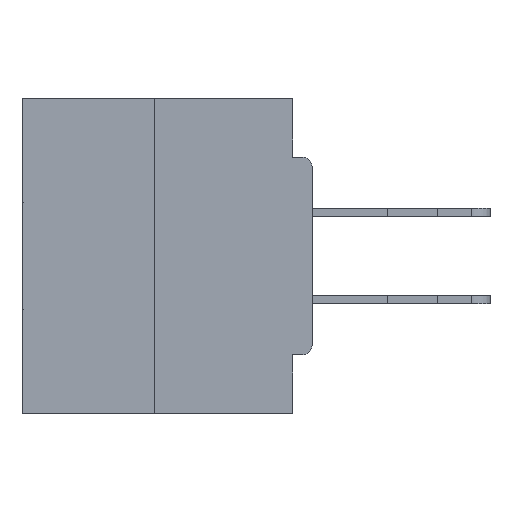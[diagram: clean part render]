
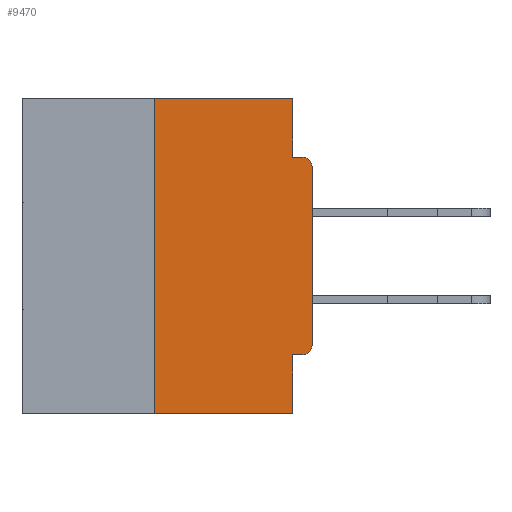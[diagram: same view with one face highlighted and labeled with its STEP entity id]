
A CAD part, left-side view. The second image highlights one B-rep face of the part: STEP entity #9470.
In plain terms, the highlighted planar face has unit normal (-1, 0, 0).
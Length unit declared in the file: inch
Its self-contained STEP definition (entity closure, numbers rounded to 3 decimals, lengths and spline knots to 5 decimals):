
#508 = DIRECTION ( 'NONE',  ( 0., 0., -1. ) ) ;
#515 = CARTESIAN_POINT ( 'NONE',  ( 0., 0.031, -0.5 ) ) ;
#1006 = EDGE_CURVE ( 'NONE', #25743, #31450, #39328, .T. ) ;
#2177 = CARTESIAN_POINT ( 'NONE',  ( 0., 0.25, 0. ) ) ;
#2435 = CARTESIAN_POINT ( 'NONE',  ( 0., 0., -0.3915 ) ) ;
#2530 = DIRECTION ( 'NONE',  ( 0., -1., 0. ) ) ;
#2661 = CARTESIAN_POINT ( 'NONE',  ( 0., 0.031, -0.0935 ) ) ;
#2735 = CARTESIAN_POINT ( 'NONE',  ( 0., 0.031, -0.5 ) ) ;
#3434 = EDGE_CURVE ( 'NONE', #25743, #32182, #13464, .T. ) ;
#4760 = ORIENTED_EDGE ( 'NONE', *, *, #7515, .F. ) ;
#5377 = DIRECTION ( 'NONE',  ( -1., 0., 0. ) ) ;
#5638 = ORIENTED_EDGE ( 'NONE', *, *, #24884, .F. ) ;
#5717 = EDGE_CURVE ( 'NONE', #30358, #14681, #28264, .T. ) ;
#5718 = ORIENTED_EDGE ( 'NONE', *, *, #3434, .F. ) ;
#7392 = DIRECTION ( 'NONE',  ( 0., -1., 0. ) ) ;
#7515 = EDGE_CURVE ( 'NONE', #32182, #14681, #39246, .T. ) ;
#8399 = CIRCLE ( 'NONE', #35955, 0.015 ) ;
#8634 = AXIS2_PLACEMENT_3D ( 'NONE', #31356, #24580, #508 ) ;
#8920 = ORIENTED_EDGE ( 'NONE', *, *, #27636, .T. ) ;
#9470 = ADVANCED_FACE ( 'NONE', ( #38339 ), #14637, .F. ) ;
#10326 = EDGE_CURVE ( 'NONE', #14984, #11253, #10342, .T. ) ;
#10342 = LINE ( 'NONE', #22535, #36306 ) ;
#11187 = DIRECTION ( 'NONE',  ( 1., 0., 0. ) ) ;
#11253 = VERTEX_POINT ( 'NONE', #31651 ) ;
#12255 = DIRECTION ( 'NONE',  ( 0., 0., -1. ) ) ;
#12312 = ORIENTED_EDGE ( 'NONE', *, *, #1006, .T. ) ;
#13431 = CARTESIAN_POINT ( 'NONE',  ( 0., 0., -0.1085 ) ) ;
#13464 = LINE ( 'NONE', #13853, #20204 ) ;
#13678 = CARTESIAN_POINT ( 'NONE',  ( 0., 0.25, 0. ) ) ;
#13816 = LINE ( 'NONE', #29343, #38427 ) ;
#13853 = CARTESIAN_POINT ( 'NONE',  ( 0., 0., -0.4065 ) ) ;
#14637 = PLANE ( 'NONE',  #32034 ) ;
#14681 = VERTEX_POINT ( 'NONE', #515 ) ;
#14984 = VERTEX_POINT ( 'NONE', #2661 ) ;
#15272 = CARTESIAN_POINT ( 'NONE',  ( 0., 0.25, -0.5 ) ) ;
#15998 = EDGE_LOOP ( 'NONE', ( #37020, #16645, #33026, #4760, #5718, #12312, #30470, #8920, #29939, #5638 ) ) ;
#16629 = CARTESIAN_POINT ( 'NONE',  ( 0., 0.015, -0.4065 ) ) ;
#16645 = ORIENTED_EDGE ( 'NONE', *, *, #27111, .F. ) ;
#16737 = VERTEX_POINT ( 'NONE', #13678 ) ;
#17216 = DIRECTION ( 'NONE',  ( 0., 0., -1. ) ) ;
#17606 = DIRECTION ( 'NONE',  ( 0., 0., -1. ) ) ;
#17832 = DIRECTION ( 'NONE',  ( 0., 0., -1. ) ) ;
#20204 = VECTOR ( 'NONE', #32440, 39.37008 ) ;
#22103 = EDGE_CURVE ( 'NONE', #16737, #37094, #37687, .T. ) ;
#22535 = CARTESIAN_POINT ( 'NONE',  ( 0., 0., -0.0935 ) ) ;
#23912 = CARTESIAN_POINT ( 'NONE',  ( 0., 0.46, 0. ) ) ;
#24580 = DIRECTION ( 'NONE',  ( -1., 0., 0. ) ) ;
#24771 = LINE ( 'NONE', #2177, #32043 ) ;
#24884 = EDGE_CURVE ( 'NONE', #37094, #14984, #13816, .T. ) ;
#25075 = CARTESIAN_POINT ( 'NONE',  ( 0., 0.031, -0.4065 ) ) ;
#25208 = LINE ( 'NONE', #35291, #32474 ) ;
#25377 = VERTEX_POINT ( 'NONE', #13431 ) ;
#25471 = DIRECTION ( 'NONE',  ( 0., -1., 0. ) ) ;
#25743 = VERTEX_POINT ( 'NONE', #16629 ) ;
#27111 = EDGE_CURVE ( 'NONE', #30358, #16737, #24771, .T. ) ;
#27636 = EDGE_CURVE ( 'NONE', #25377, #11253, #8399, .T. ) ;
#28264 = LINE ( 'NONE', #35237, #28730 ) ;
#28536 = EDGE_CURVE ( 'NONE', #31450, #25377, #25208, .T. ) ;
#28730 = VECTOR ( 'NONE', #7392, 39.37008 ) ;
#28782 = DIRECTION ( 'NONE',  ( 0., 0., 1. ) ) ;
#29343 = CARTESIAN_POINT ( 'NONE',  ( 0., 0.031, 0. ) ) ;
#29939 = ORIENTED_EDGE ( 'NONE', *, *, #10326, .F. ) ;
#30026 = VECTOR ( 'NONE', #12255, 39.37008 ) ;
#30358 = VERTEX_POINT ( 'NONE', #15272 ) ;
#30470 = ORIENTED_EDGE ( 'NONE', *, *, #28536, .T. ) ;
#31356 = CARTESIAN_POINT ( 'NONE',  ( 0., 0.015, -0.3915 ) ) ;
#31450 = VERTEX_POINT ( 'NONE', #2435 ) ;
#31651 = CARTESIAN_POINT ( 'NONE',  ( 0., 0.015, -0.0935 ) ) ;
#32034 = AXIS2_PLACEMENT_3D ( 'NONE', #23912, #11187, #17606 ) ;
#32043 = VECTOR ( 'NONE', #32865, 39.37008 ) ;
#32182 = VERTEX_POINT ( 'NONE', #25075 ) ;
#32366 = VECTOR ( 'NONE', #2530, 39.37008 ) ;
#32440 = DIRECTION ( 'NONE',  ( 0., 1., 0. ) ) ;
#32474 = VECTOR ( 'NONE', #28782, 39.37008 ) ;
#32865 = DIRECTION ( 'NONE',  ( 0., 0., 1. ) ) ;
#33026 = ORIENTED_EDGE ( 'NONE', *, *, #5717, .T. ) ;
#33448 = CARTESIAN_POINT ( 'NONE',  ( 0., 0.015, -0.1085 ) ) ;
#35237 = CARTESIAN_POINT ( 'NONE',  ( 0., 0.46, -0.5 ) ) ;
#35291 = CARTESIAN_POINT ( 'NONE',  ( 0., 0., 0. ) ) ;
#35955 = AXIS2_PLACEMENT_3D ( 'NONE', #33448, #5377, #17832 ) ;
#36306 = VECTOR ( 'NONE', #25471, 39.37008 ) ;
#37020 = ORIENTED_EDGE ( 'NONE', *, *, #22103, .F. ) ;
#37094 = VERTEX_POINT ( 'NONE', #39464 ) ;
#37687 = LINE ( 'NONE', #39444, #32366 ) ;
#38339 = FACE_OUTER_BOUND ( 'NONE', #15998, .T. ) ;
#38427 = VECTOR ( 'NONE', #17216, 39.37008 ) ;
#39246 = LINE ( 'NONE', #2735, #30026 ) ;
#39328 = CIRCLE ( 'NONE', #8634, 0.015 ) ;
#39444 = CARTESIAN_POINT ( 'NONE',  ( 0., 0.46, 0. ) ) ;
#39464 = CARTESIAN_POINT ( 'NONE',  ( 0., 0.031, 0. ) ) ;
